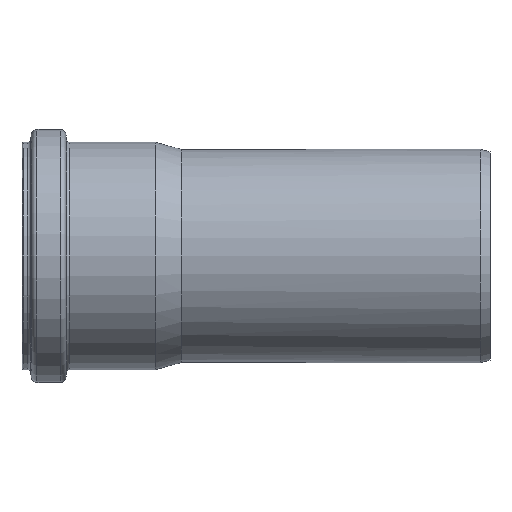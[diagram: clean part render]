
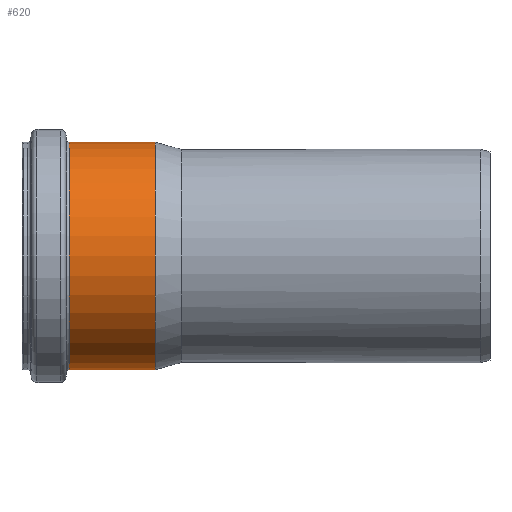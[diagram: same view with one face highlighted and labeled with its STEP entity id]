
A CAD part, left-side view. The second image highlights one B-rep face of the part: STEP entity #620.
In plain terms, the highlighted cylindrical face has radius 40.1 mm (diameter 80.2 mm), a full revolution.
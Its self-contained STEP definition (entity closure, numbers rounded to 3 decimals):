
#82=FACE_BOUND('',#289,.T.);
#106=CIRCLE('',#649,40.1);
#134=CIRCLE('',#706,40.1);
#164=CYLINDRICAL_SURFACE('',#705,40.1);
#203=FACE_OUTER_BOUND('',#288,.T.);
#288=EDGE_LOOP('',(#543));
#289=EDGE_LOOP('',(#544));
#350=VERTEX_POINT('',#1348);
#379=VERTEX_POINT('',#1500);
#412=EDGE_CURVE('',#350,#350,#106,.T.);
#441=EDGE_CURVE('',#379,#379,#134,.T.);
#543=ORIENTED_EDGE('',*,*,#441,.F.);
#544=ORIENTED_EDGE('',*,*,#412,.T.);
#620=ADVANCED_FACE('',(#203,#82),#164,.T.);
#649=AXIS2_PLACEMENT_3D('',#1349,#760,#761);
#705=AXIS2_PLACEMENT_3D('',#1499,#872,#873);
#706=AXIS2_PLACEMENT_3D('',#1501,#874,#875);
#760=DIRECTION('center_axis',(0.,1.,0.));
#761=DIRECTION('ref_axis',(1.,0.,0.));
#872=DIRECTION('center_axis',(0.,1.,0.));
#873=DIRECTION('ref_axis',(-1.,0.,0.));
#874=DIRECTION('center_axis',(0.,1.,0.));
#875=DIRECTION('ref_axis',(1.,0.,0.));
#1348=CARTESIAN_POINT('',(-40.1,118.037,0.));
#1349=CARTESIAN_POINT('Origin',(0.,118.037,0.));
#1499=CARTESIAN_POINT('Origin',(0.,133.198,0.));
#1500=CARTESIAN_POINT('',(-40.1,148.359,0.));
#1501=CARTESIAN_POINT('Origin',(0.,148.359,0.));
